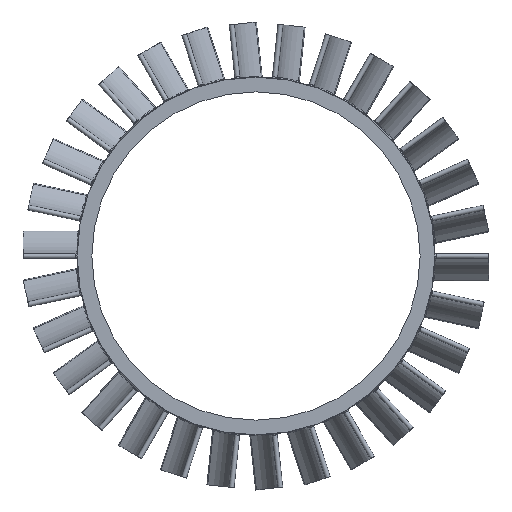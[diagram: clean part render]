
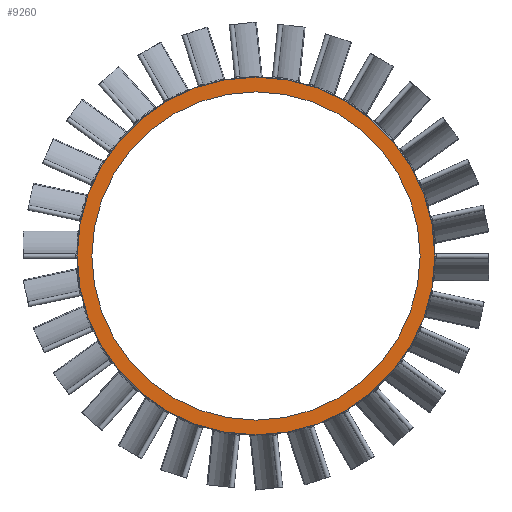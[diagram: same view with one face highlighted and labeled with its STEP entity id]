
A CAD part, left-side view. The second image highlights one B-rep face of the part: STEP entity #9260.
In plain terms, the highlighted planar face has unit normal (-1, 0, 0).
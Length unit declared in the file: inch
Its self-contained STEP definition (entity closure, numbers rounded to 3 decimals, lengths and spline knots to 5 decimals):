
#116=CARTESIAN_POINT('',(0.,0.,0.));
#117=DIRECTION('',(-1.,0.,0.));
#118=DIRECTION('',(0.,-1.,0.));
#119=AXIS2_PLACEMENT_3D('',#116,#117,#118);
#125=CARTESIAN_POINT('',(0.,0.,0.));
#126=DIRECTION('',(-1.,0.,0.));
#127=DIRECTION('',(0.,1.,0.));
#128=AXIS2_PLACEMENT_3D('',#125,#126,#127);
#133=CARTESIAN_POINT('',(0.,0.,0.));
#134=DIRECTION('',(1.,0.,0.));
#135=DIRECTION('',(0.,-1.,0.));
#136=AXIS2_PLACEMENT_3D('',#133,#134,#135);
#141=CARTESIAN_POINT('',(0.,0.,0.));
#142=DIRECTION('',(1.,0.,0.));
#143=DIRECTION('',(0.,1.,0.));
#144=AXIS2_PLACEMENT_3D('',#141,#142,#143);
#8739=CARTESIAN_POINT('',(0.,-67.005,0.));
#8740=CARTESIAN_POINT('',(0.,67.005,0.));
#8741=VERTEX_POINT('',#8739);
#8742=VERTEX_POINT('',#8740);
#8743=CARTESIAN_POINT('',(0.,-73.005,0.));
#8744=CARTESIAN_POINT('',(0.,73.005,0.));
#8745=VERTEX_POINT('',#8743);
#8746=VERTEX_POINT('',#8744);
#9243=CARTESIAN_POINT('',(0.,0.,0.));
#9244=DIRECTION('',(1.,0.,0.));
#9245=DIRECTION('',(0.,-1.,0.));
#9246=AXIS2_PLACEMENT_3D('',#9243,#9244,#9245);
#9247=PLANE('',#9246);
#9249=ORIENTED_EDGE('',*,*,#9248,.T.);
#9251=ORIENTED_EDGE('',*,*,#9250,.T.);
#9252=EDGE_LOOP('',(#9249,#9251));
#9253=FACE_OUTER_BOUND('',#9252,.F.);
#9255=ORIENTED_EDGE('',*,*,#9254,.T.);
#9257=ORIENTED_EDGE('',*,*,#9256,.T.);
#9258=EDGE_LOOP('',(#9255,#9257));
#9259=FACE_BOUND('',#9258,.F.);
#120=CIRCLE('',#119,67.005);
#129=CIRCLE('',#128,67.005);
#137=CIRCLE('',#136,73.005);
#145=CIRCLE('',#144,73.005);
#9248=EDGE_CURVE('',#8745,#8746,#137,.T.);
#9250=EDGE_CURVE('',#8746,#8745,#145,.T.);
#9254=EDGE_CURVE('',#8741,#8742,#120,.T.);
#9256=EDGE_CURVE('',#8742,#8741,#129,.T.);
#9260=ADVANCED_FACE('',(#9253,#9259),#9247,.F.);
